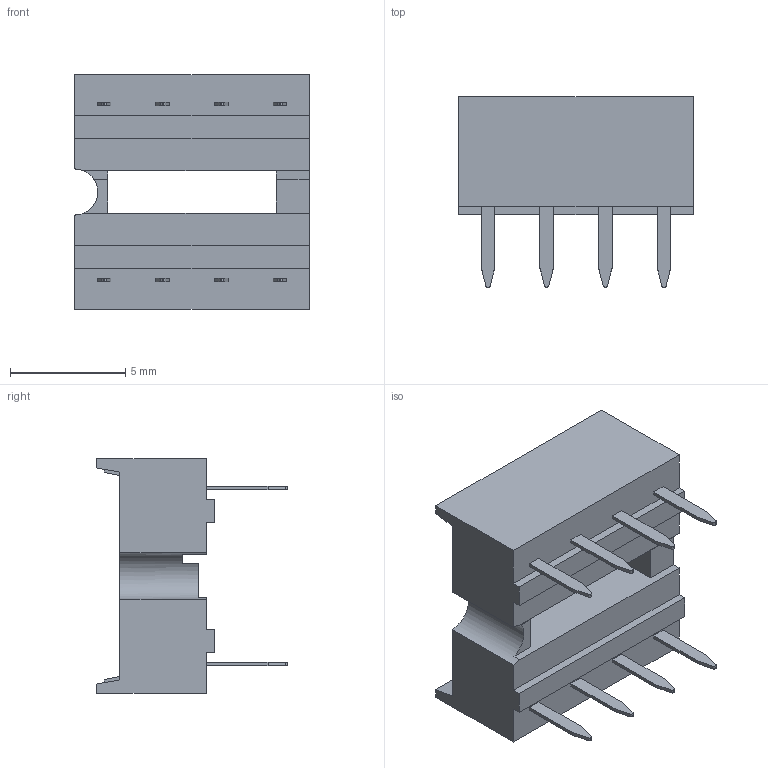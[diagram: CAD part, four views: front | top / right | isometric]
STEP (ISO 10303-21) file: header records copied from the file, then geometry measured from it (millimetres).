
FILE_DESCRIPTION(('STEP AP214'),'1');
FILE_NAME(' ',' ',('TraceParts'),('TraceParts S.A.'),'XStep 1.0',' ',' ');
FILE_SCHEMA(('automotive_design'));
Length unit declared in the file: millimetre
Products named in the file (1): 1
Bounding box: 10.16 x 8.25 x 10.16 mm (x, y, z)
Volume: 334.1 mm3; surface area: 619.1 mm2
Topology: 1 solids, 9 shells, 295 faces, 794 edges, 524 vertices
Faces by surface type: plane 262, cylinder 33
Entity records: 18043 total; most frequent: CARTESIAN_POINT 1614, STYLED_ITEM 1613, PRESENTATION_STYLE_ASSIGNMENT 1613, COLOUR_RGB 1613, ORIENTED_EDGE 1588, DIRECTION 1455, EDGE_CURVE 794, CURVE_STYLE 794
